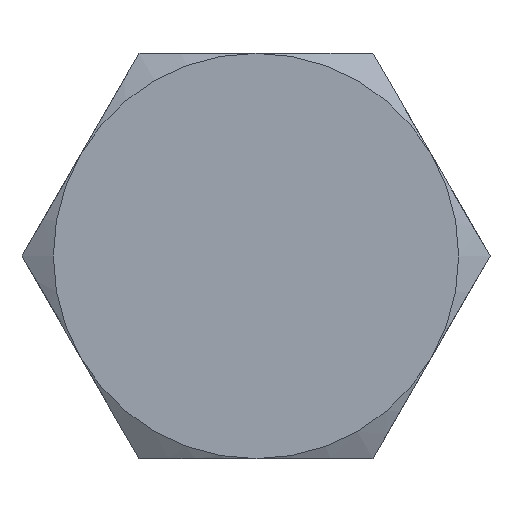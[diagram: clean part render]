
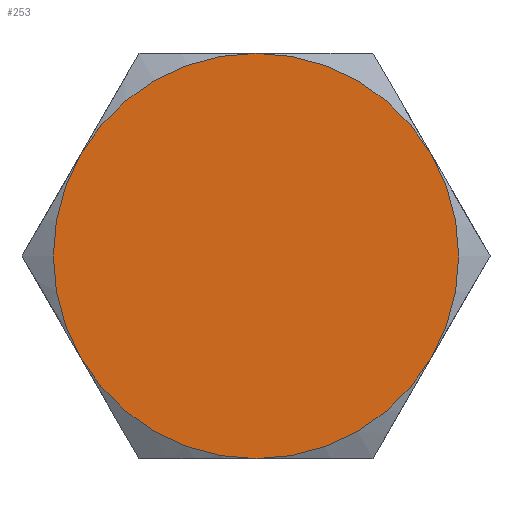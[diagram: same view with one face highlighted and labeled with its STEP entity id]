
A CAD part, left-side view. The second image highlights one B-rep face of the part: STEP entity #253.
In plain terms, the highlighted planar face has unit normal (-1, 0, 0).
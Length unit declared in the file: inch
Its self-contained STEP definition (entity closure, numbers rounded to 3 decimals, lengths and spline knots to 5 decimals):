
#59=PLANE('',#299);
#80=FACE_OUTER_BOUND('',#100,.T.);
#100=EDGE_LOOP('',(#224,#225,#226,#227,#228,#229));
#104=CIRCLE('',#288,0.219);
#105=CIRCLE('',#290,0.219);
#106=CIRCLE('',#292,0.219);
#107=CIRCLE('',#294,0.219);
#108=CIRCLE('',#296,0.219);
#109=CIRCLE('',#298,0.219);
#114=VERTEX_POINT('',#377);
#119=VERTEX_POINT('',#392);
#122=VERTEX_POINT('',#404);
#125=VERTEX_POINT('',#416);
#128=VERTEX_POINT('',#428);
#130=VERTEX_POINT('',#439);
#158=EDGE_CURVE('',#128,#130,#104,.T.);
#159=EDGE_CURVE('',#125,#128,#105,.T.);
#160=EDGE_CURVE('',#122,#125,#106,.T.);
#161=EDGE_CURVE('',#122,#119,#107,.T.);
#162=EDGE_CURVE('',#114,#119,#108,.T.);
#163=EDGE_CURVE('',#130,#114,#109,.T.);
#224=ORIENTED_EDGE('',*,*,#163,.F.);
#225=ORIENTED_EDGE('',*,*,#158,.F.);
#226=ORIENTED_EDGE('',*,*,#159,.F.);
#227=ORIENTED_EDGE('',*,*,#160,.F.);
#228=ORIENTED_EDGE('',*,*,#161,.T.);
#229=ORIENTED_EDGE('',*,*,#162,.F.);
#253=ADVANCED_FACE('',(#80),#59,.F.);
#288=AXIS2_PLACEMENT_3D('',#450,#342,#343);
#290=AXIS2_PLACEMENT_3D('',#452,#346,#347);
#292=AXIS2_PLACEMENT_3D('',#454,#350,#351);
#294=AXIS2_PLACEMENT_3D('',#456,#354,#355);
#296=AXIS2_PLACEMENT_3D('',#458,#358,#359);
#298=AXIS2_PLACEMENT_3D('',#460,#362,#363);
#299=AXIS2_PLACEMENT_3D('',#461,#364,#365);
#342=DIRECTION('center_axis',(1.,0.,0.));
#343=DIRECTION('ref_axis',(0.,0.,-1.));
#346=DIRECTION('center_axis',(1.,0.,0.));
#347=DIRECTION('ref_axis',(0.,0.,-1.));
#350=DIRECTION('center_axis',(1.,0.,0.));
#351=DIRECTION('ref_axis',(0.,0.,-1.));
#354=DIRECTION('center_axis',(-1.,0.,0.));
#355=DIRECTION('ref_axis',(0.,0.,1.));
#358=DIRECTION('center_axis',(1.,0.,0.));
#359=DIRECTION('ref_axis',(0.,0.,-1.));
#362=DIRECTION('center_axis',(1.,0.,0.));
#363=DIRECTION('ref_axis',(0.,0.,-1.));
#364=DIRECTION('center_axis',(1.,0.,0.));
#365=DIRECTION('ref_axis',(0.,0.,-1.));
#377=CARTESIAN_POINT('',(0.,0.18966,-0.1095));
#392=CARTESIAN_POINT('',(0.,0.18966,0.1095));
#404=CARTESIAN_POINT('',(0.,0.,0.219));
#416=CARTESIAN_POINT('',(0.,-0.18966,0.1095));
#428=CARTESIAN_POINT('',(0.,-0.18966,-0.1095));
#439=CARTESIAN_POINT('',(0.,0.,-0.219));
#450=CARTESIAN_POINT('Origin',(0.,0.,0.));
#452=CARTESIAN_POINT('Origin',(0.,0.,0.));
#454=CARTESIAN_POINT('Origin',(0.,0.,0.));
#456=CARTESIAN_POINT('Origin',(0.,0.,0.));
#458=CARTESIAN_POINT('Origin',(0.,0.,0.));
#460=CARTESIAN_POINT('Origin',(0.,0.,0.));
#461=CARTESIAN_POINT('Origin',(0.,0.25288,0.));
